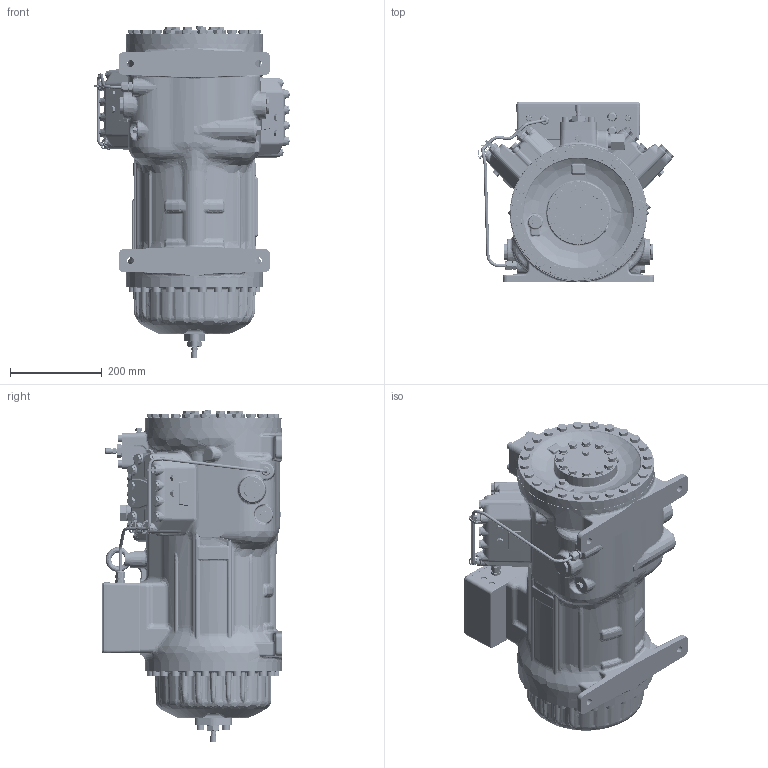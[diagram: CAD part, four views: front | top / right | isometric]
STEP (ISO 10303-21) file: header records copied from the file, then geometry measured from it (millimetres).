
FILE_DESCRIPTION (( 'STEP AP214' ), '1' );
FILE_NAME ('HGX34 CO2 T.STEP', '2023-02-22T07:37:18', ( '' ), ( '' ), 'SwSTEP 2.0', 'SolidWorks 2022', '' );
FILE_SCHEMA (( 'AUTOMOTIVE_DESIGN' ));
Length unit declared in the file: millimetre
Products named in the file (9): cylinder cover 2; flange suction side; cylinder cover; compressor casing; oil pump; motor cover HGX34_290 CO2 T; flange discharge side; motor cover HGX34_110-230 CO2 T; HGX34 CO2 T
Assembly tree (8 placements, depth 2):
  HGX34 CO2 T
    compressor casing
    cylinder cover
    cylinder cover 2
    flange discharge side
    motor cover HGX34_110-230 CO2 T
    motor cover HGX34_290 CO2 T
    flange suction side
    oil pump
Bounding box: 428.17 x 393.09 x 725.31 mm (x, y, z)
Volume: 53292802 mm3; surface area: 1832145.1 mm2
Topology: 8 solids, 13 shells, 7311 faces, 18164 edges, 11106 vertices
Faces by surface type: plane 2713, bspline 2634, cylinder 1138, cone 770, torus 50, sphere 6
Full cylindrical faces by diameter (mm): 4.5 x1, 6.5 x8, 6.8 x9, 8.5 x56, 10 x56, 10.2 x22, 11 x2, 12 x73, 13 x2, 13.5 x1, 14 x9, 15 x4, 16 x11, 17 x40, 17.2 x1, 18 x49, 19 x27, 20 x13, 22 x1, 23.5 x3, 24 x1, 27 x3, 28 x3, 30 x1, 35 x1, 138 x1, 298 x3, 300 x2
Entity records: 414932 total; most frequent: CARTESIAN_POINT 241415, ORIENTED_EDGE 34044, DIRECTION 23022, EDGE_CURVE 17022, VERTEX_POINT 10772, AXIS2_PLACEMENT_3D 8792, EDGE_LOOP 8514, FACE_OUTER_BOUND 7800
